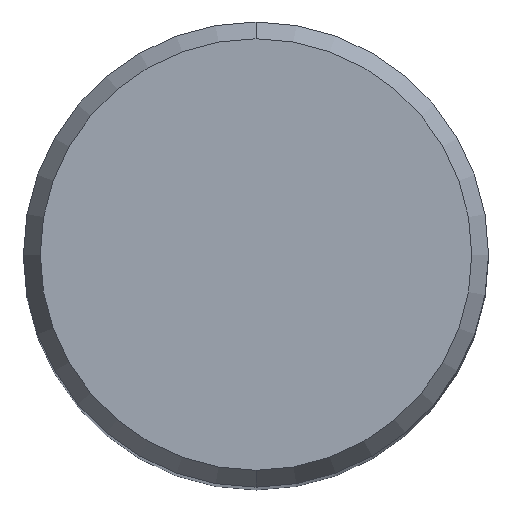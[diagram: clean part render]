
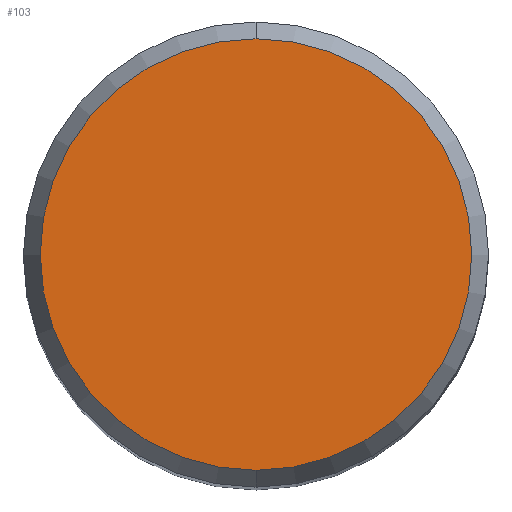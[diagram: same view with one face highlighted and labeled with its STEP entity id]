
A CAD part, top view. The second image highlights one B-rep face of the part: STEP entity #103.
In plain terms, the highlighted planar face has unit normal (0, 0, 1).
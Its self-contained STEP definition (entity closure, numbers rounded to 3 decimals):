
#103=ADVANCED_FACE('',(#254),#255,.T.);
#115=EDGE_CURVE('',#203,#197,#268,.T.);
#139=EDGE_CURVE('',#197,#203,#295,.T.);
#197=VERTEX_POINT('',#360);
#203=VERTEX_POINT('',#367);
#254=FACE_OUTER_BOUND('',#416,.T.);
#255=PLANE('',#417);
#268=CIRCLE('',#433,5.892);
#295=CIRCLE('',#470,5.892);
#360=CARTESIAN_POINT('',(0.,-5.892,0.0));
#367=CARTESIAN_POINT('',(0.0,5.892,0.0));
#416=EDGE_LOOP('',(#608,#609));
#417=AXIS2_PLACEMENT_3D('',#610,#611,#612);
#433=AXIS2_PLACEMENT_3D('',#626,#627,#628);
#470=AXIS2_PLACEMENT_3D('',#659,#660,#661);
#608=ORIENTED_EDGE('',*,*,#115,.F.);
#609=ORIENTED_EDGE('',*,*,#139,.F.);
#610=CARTESIAN_POINT('',(0.0,2.946,0.0));
#611=DIRECTION('',(-0.0,0.0,1.0));
#612=DIRECTION('',(0.0,-1.0,0.0));
#626=CARTESIAN_POINT('',(0.0,0.0,0.0));
#627=DIRECTION('',(0.0,0.0,-1.0));
#628=DIRECTION('',(0.0,1.0,0.0));
#659=CARTESIAN_POINT('',(0.0,0.0,0.0));
#660=DIRECTION('',(0.0,0.0,-1.0));
#661=DIRECTION('',(0.0,1.0,0.0));
